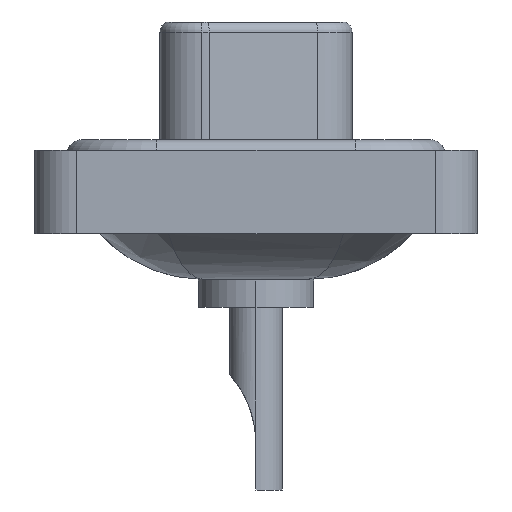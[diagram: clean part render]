
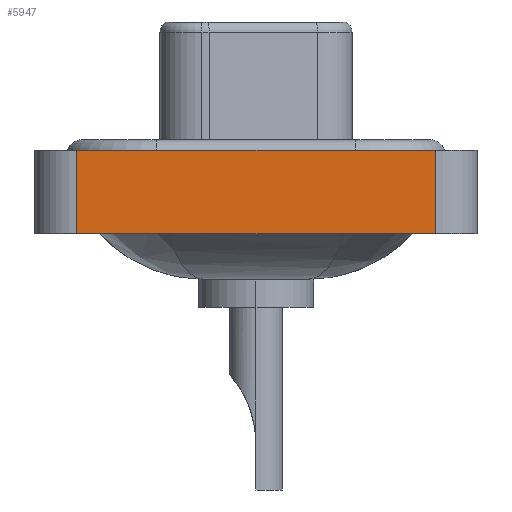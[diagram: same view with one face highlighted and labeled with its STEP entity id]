
A CAD part, left-side view. The second image highlights one B-rep face of the part: STEP entity #5947.
In plain terms, the highlighted planar face has unit normal (-1, 0, 0).
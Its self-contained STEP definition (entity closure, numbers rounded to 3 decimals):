
#184 = EDGE_CURVE ( 'NONE', #17839, #4603, #17826, .T. ) ;
#409 = CARTESIAN_POINT ( 'NONE',  ( -7.25, -8.55, -3.6 ) ) ;
#3736 = DIRECTION ( 'NONE',  ( 0., 0., 1. ) ) ;
#3972 = VECTOR ( 'NONE', #10849, 1000. ) ;
#4412 = ORIENTED_EDGE ( 'NONE', *, *, #5466, .F. ) ;
#4603 = VERTEX_POINT ( 'NONE', #17702 ) ;
#4699 = DIRECTION ( 'NONE',  ( 0., 0., 1. ) ) ;
#4739 = VERTEX_POINT ( 'NONE', #8130 ) ;
#4915 = ORIENTED_EDGE ( 'NONE', *, *, #184, .T. ) ;
#4963 = CARTESIAN_POINT ( 'NONE',  ( -7.25, 8.55, -3.6 ) ) ;
#5087 = CARTESIAN_POINT ( 'NONE',  ( -7.25, -8.55, -3.6 ) ) ;
#5466 = EDGE_CURVE ( 'NONE', #4739, #12428, #8485, .T. ) ;
#5947 = ADVANCED_FACE ( 'NONE', ( #16334 ), #6102, .T. ) ;
#6010 = DIRECTION ( 'NONE',  ( -1., 0., 0. ) ) ;
#6102 = PLANE ( 'NONE',  #12282 ) ;
#6829 = CARTESIAN_POINT ( 'NONE',  ( -7.25, -8.55, 0.4 ) ) ;
#7386 = ORIENTED_EDGE ( 'NONE', *, *, #14874, .F. ) ;
#7716 = VECTOR ( 'NONE', #3736, 1000. ) ;
#8130 = CARTESIAN_POINT ( 'NONE',  ( -7.25, 8.55, 0.4 ) ) ;
#8485 = LINE ( 'NONE', #12823, #11437 ) ;
#10431 = ORIENTED_EDGE ( 'NONE', *, *, #17774, .T. ) ;
#10835 = CARTESIAN_POINT ( 'NONE',  ( -7.25, -8.55, -3.6 ) ) ;
#10849 = DIRECTION ( 'NONE',  ( 0., -1., 0. ) ) ;
#10935 = LINE ( 'NONE', #10835, #17166 ) ;
#11437 = VECTOR ( 'NONE', #14391, 1000. ) ;
#12282 = AXIS2_PLACEMENT_3D ( 'NONE', #409, #6010, #4699 ) ;
#12312 = CARTESIAN_POINT ( 'NONE',  ( -7.25, 8.55, -3.6 ) ) ;
#12428 = VERTEX_POINT ( 'NONE', #6829 ) ;
#12823 = CARTESIAN_POINT ( 'NONE',  ( -7.25, -8.55, 0.4 ) ) ;
#13804 = DIRECTION ( 'NONE',  ( 0., 0., 1. ) ) ;
#14391 = DIRECTION ( 'NONE',  ( 0., -1., 0. ) ) ;
#14874 = EDGE_CURVE ( 'NONE', #17839, #4739, #16496, .T. ) ;
#15011 = EDGE_LOOP ( 'NONE', ( #10431, #4412, #7386, #4915 ) ) ;
#16334 = FACE_OUTER_BOUND ( 'NONE', #15011, .T. ) ;
#16496 = LINE ( 'NONE', #4963, #7716 ) ;
#17166 = VECTOR ( 'NONE', #13804, 1000. ) ;
#17702 = CARTESIAN_POINT ( 'NONE',  ( -7.25, -8.55, -3.6 ) ) ;
#17774 = EDGE_CURVE ( 'NONE', #4603, #12428, #10935, .T. ) ;
#17826 = LINE ( 'NONE', #5087, #3972 ) ;
#17839 = VERTEX_POINT ( 'NONE', #12312 ) ;
